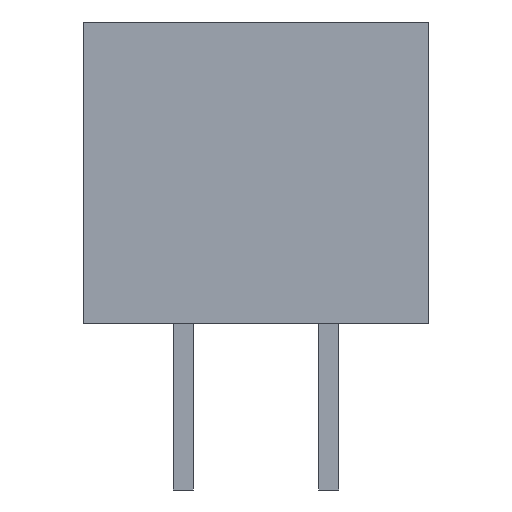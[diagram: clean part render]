
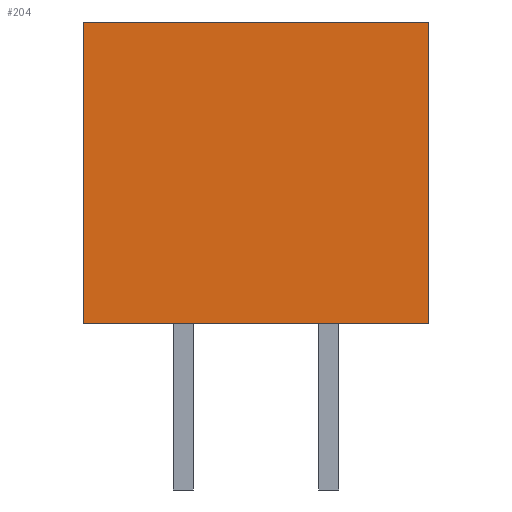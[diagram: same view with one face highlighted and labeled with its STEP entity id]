
A CAD part, left-side view. The second image highlights one B-rep face of the part: STEP entity #204.
In plain terms, the highlighted planar face has unit normal (-1, 0, 0).
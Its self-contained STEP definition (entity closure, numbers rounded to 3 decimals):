
#204=ADVANCED_FACE('',(#440),#322,.T.);
#322=PLANE('',#2037);
#440=FACE_OUTER_BOUND('',#556,.T.);
#556=EDGE_LOOP('',(#685,#686,#687,#688));
#685=ORIENTED_EDGE('',*,*,#1323,.F.);
#686=ORIENTED_EDGE('',*,*,#1324,.F.);
#687=ORIENTED_EDGE('',*,*,#1325,.T.);
#688=ORIENTED_EDGE('',*,*,#1326,.T.);
#1161=VERTEX_POINT('',#2653);
#1162=VERTEX_POINT('',#2654);
#1163=VERTEX_POINT('',#2656);
#1164=VERTEX_POINT('',#2658);
#1323=EDGE_CURVE('',#1161,#1162,#1563,.T.);
#1324=EDGE_CURVE('',#1163,#1161,#1564,.T.);
#1325=EDGE_CURVE('',#1163,#1164,#1565,.T.);
#1326=EDGE_CURVE('',#1164,#1162,#1566,.T.);
#1563=LINE('',#2652,#1803);
#1564=LINE('',#2655,#1804);
#1565=LINE('',#2657,#1805);
#1566=LINE('',#2659,#1806);
#1803=VECTOR('',#2170,1.);
#1804=VECTOR('',#2171,1.);
#1805=VECTOR('',#2172,1.);
#1806=VECTOR('',#2173,1.);
#2037=AXIS2_PLACEMENT_3D('',#2660,#2174,#2175);
#2170=DIRECTION('',(0.,0.,-1.));
#2171=DIRECTION('',(0.,-1.,0.));
#2172=DIRECTION('',(0.,0.,-1.));
#2173=DIRECTION('',(0.,-1.,0.));
#2174=DIRECTION('',(-1.,0.,0.));
#2175=DIRECTION('',(0.,0.,1.));
#2652=CARTESIAN_POINT('',(-6.46,-3.,5.25));
#2653=CARTESIAN_POINT('',(-6.46,-3.,5.25));
#2654=CARTESIAN_POINT('',(-6.46,-3.,0.));
#2655=CARTESIAN_POINT('',(-6.46,3.,5.25));
#2656=CARTESIAN_POINT('',(-6.46,3.,5.25));
#2657=CARTESIAN_POINT('',(-6.46,3.,5.25));
#2658=CARTESIAN_POINT('',(-6.46,3.,0.));
#2659=CARTESIAN_POINT('',(-6.46,3.,0.));
#2660=CARTESIAN_POINT('',(-6.46,3.,5.25));
